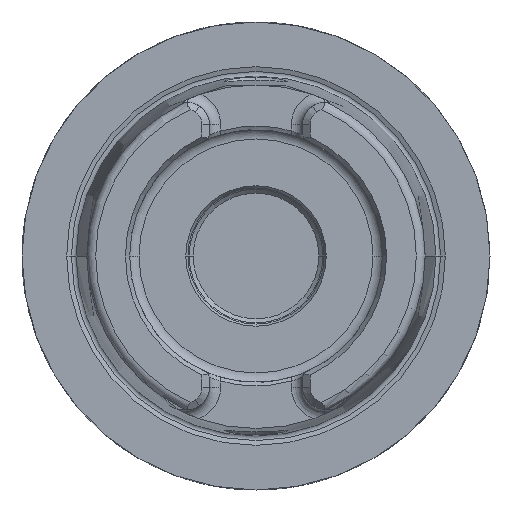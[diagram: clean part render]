
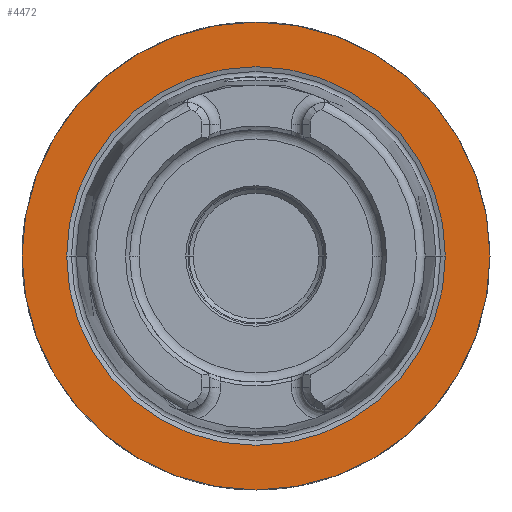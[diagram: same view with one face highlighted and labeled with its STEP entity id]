
A CAD part, left-side view. The second image highlights one B-rep face of the part: STEP entity #4472.
In plain terms, the highlighted planar face has unit normal (-1, 0, 0).
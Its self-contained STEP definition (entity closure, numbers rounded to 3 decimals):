
#1068=CARTESIAN_POINT('',(0.,0.,0.));
#1069=DIRECTION('',(1.,0.,0.));
#1070=DIRECTION('',(0.,1.,0.));
#1071=AXIS2_PLACEMENT_3D('',#1068,#1069,#1070);
#1073=CARTESIAN_POINT('',(0.,0.,0.));
#1074=DIRECTION('',(-1.,0.,0.));
#1075=DIRECTION('',(0.,1.,0.));
#1076=AXIS2_PLACEMENT_3D('',#1073,#1074,#1075);
#1078=CARTESIAN_POINT('',(0.,0.,0.));
#1079=DIRECTION('',(-1.,0.,0.));
#1080=DIRECTION('',(0.,-1.,0.));
#1081=AXIS2_PLACEMENT_3D('',#1078,#1079,#1080);
#1083=CARTESIAN_POINT('',(0.,0.,0.));
#1084=DIRECTION('',(-1.,0.,0.));
#1085=DIRECTION('',(0.,1.,0.));
#1086=AXIS2_PLACEMENT_3D('',#1083,#1084,#1085);
#2725=CARTESIAN_POINT('',(0.,31.5,0.));
#2726=CARTESIAN_POINT('',(0.,-31.5,0.));
#2727=VERTEX_POINT('',#2725);
#2728=VERTEX_POINT('',#2726);
#2753=CARTESIAN_POINT('',(0.,-25.49,0.));
#2754=VERTEX_POINT('',#2753);
#2755=CARTESIAN_POINT('',(0.,25.49,0.));
#2756=VERTEX_POINT('',#2755);
#4457=CARTESIAN_POINT('',(0.,0.,0.));
#4458=DIRECTION('',(1.,0.,0.));
#4459=DIRECTION('',(0.,-1.,0.));
#4460=AXIS2_PLACEMENT_3D('',#4457,#4458,#4459);
#4461=PLANE('',#4460);
#4463=ORIENTED_EDGE('',*,*,#4462,.T.);
#4465=ORIENTED_EDGE('',*,*,#4464,.F.);
#4466=EDGE_LOOP('',(#4463,#4465));
#4467=FACE_OUTER_BOUND('',#4466,.F.);
#4468=ORIENTED_EDGE('',*,*,#4452,.T.);
#4469=ORIENTED_EDGE('',*,*,#4436,.T.);
#4470=EDGE_LOOP('',(#4468,#4469));
#4471=FACE_BOUND('',#4470,.F.);
#4472=ADVANCED_FACE('',(#4467,#4471),#4461,.F.);
#1072=CIRCLE('',#1071,31.5);
#1077=CIRCLE('',#1076,31.5);
#1082=CIRCLE('',#1081,25.49);
#1087=CIRCLE('',#1086,25.49);
#4436=EDGE_CURVE('',#2756,#2754,#1087,.T.);
#4452=EDGE_CURVE('',#2754,#2756,#1082,.T.);
#4462=EDGE_CURVE('',#2727,#2728,#1072,.T.);
#4464=EDGE_CURVE('',#2727,#2728,#1077,.T.);
